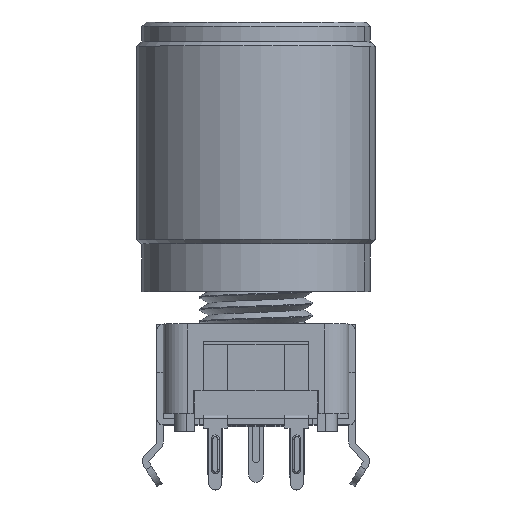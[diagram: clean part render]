
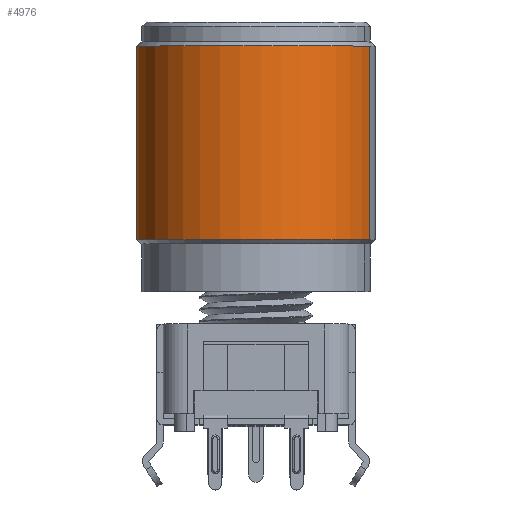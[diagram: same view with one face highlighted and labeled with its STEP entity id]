
A CAD part, top view. The second image highlights one B-rep face of the part: STEP entity #4976.
In plain terms, the highlighted cylindrical face has radius 7.325 mm (diameter 14.65 mm), a partial arc.
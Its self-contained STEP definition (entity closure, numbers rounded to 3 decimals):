
#764 = DIRECTION ( 'NONE',  ( 0., 0., -1. ) ) ;
#837 = CARTESIAN_POINT ( 'NONE',  ( 0., 13.36, 7.325 ) ) ;
#2099 = CARTESIAN_POINT ( 'NONE',  ( 0., 16.55, 7.325 ) ) ;
#2148 = DIRECTION ( 'NONE',  ( 0., 1., 0. ) ) ;
#2152 = CARTESIAN_POINT ( 'NONE',  ( 0., 16.55, -7.325 ) ) ;
#2274 = CARTESIAN_POINT ( 'NONE',  ( 0., 13.36, -7.325 ) ) ;
#2397 = DIRECTION ( 'NONE',  ( 0., -1., 0. ) ) ;
#2404 = CYLINDRICAL_SURFACE ( 'NONE', #5026, 7.325 ) ;
#3854 = DIRECTION ( 'NONE',  ( 0., 0., -1. ) ) ;
#4890 = VECTOR ( 'NONE', #7429, 1000. ) ;
#4976 = ADVANCED_FACE ( 'NONE', ( #5593 ), #2404, .T. ) ;
#5026 = AXIS2_PLACEMENT_3D ( 'NONE', #10946, #2397, #764 ) ;
#5362 = VERTEX_POINT ( 'NONE', #10150 ) ;
#5593 = FACE_OUTER_BOUND ( 'NONE', #6273, .T. ) ;
#5675 = VERTEX_POINT ( 'NONE', #837 ) ;
#6273 = EDGE_LOOP ( 'NONE', ( #16639, #20499, #12367, #10118 ) ) ;
#6728 = DIRECTION ( 'NONE',  ( 0., -1., 0. ) ) ;
#7429 = DIRECTION ( 'NONE',  ( 0., -1., 0. ) ) ;
#8371 = CARTESIAN_POINT ( 'NONE',  ( 0., 13.36, 0. ) ) ;
#8707 = CIRCLE ( 'NONE', #18716, 7.325 ) ;
#10118 = ORIENTED_EDGE ( 'NONE', *, *, #10897, .T. ) ;
#10150 = CARTESIAN_POINT ( 'NONE',  ( 0., 1.47, -7.325 ) ) ;
#10168 = CIRCLE ( 'NONE', #18029, 7.325 ) ;
#10897 = EDGE_CURVE ( 'NONE', #5362, #12925, #10168, .T. ) ;
#10946 = CARTESIAN_POINT ( 'NONE',  ( 0., 16.55, 0. ) ) ;
#12023 = DIRECTION ( 'NONE',  ( 0., 0., 1. ) ) ;
#12340 = CARTESIAN_POINT ( 'NONE',  ( 0., 1.47, 0. ) ) ;
#12367 = ORIENTED_EDGE ( 'NONE', *, *, #19243, .T. ) ;
#12751 = VERTEX_POINT ( 'NONE', #2274 ) ;
#12925 = VERTEX_POINT ( 'NONE', #16617 ) ;
#14823 = EDGE_CURVE ( 'NONE', #5675, #12751, #8707, .T. ) ;
#16303 = VECTOR ( 'NONE', #20621, 1000. ) ;
#16617 = CARTESIAN_POINT ( 'NONE',  ( 0., 1.47, 7.325 ) ) ;
#16639 = ORIENTED_EDGE ( 'NONE', *, *, #20502, .F. ) ;
#17964 = LINE ( 'NONE', #2152, #4890 ) ;
#18029 = AXIS2_PLACEMENT_3D ( 'NONE', #12340, #2148, #3854 ) ;
#18462 = LINE ( 'NONE', #2099, #16303 ) ;
#18716 = AXIS2_PLACEMENT_3D ( 'NONE', #8371, #6728, #12023 ) ;
#19243 = EDGE_CURVE ( 'NONE', #12751, #5362, #17964, .T. ) ;
#20499 = ORIENTED_EDGE ( 'NONE', *, *, #14823, .T. ) ;
#20502 = EDGE_CURVE ( 'NONE', #5675, #12925, #18462, .T. ) ;
#20621 = DIRECTION ( 'NONE',  ( 0., -1., 0. ) ) ;
